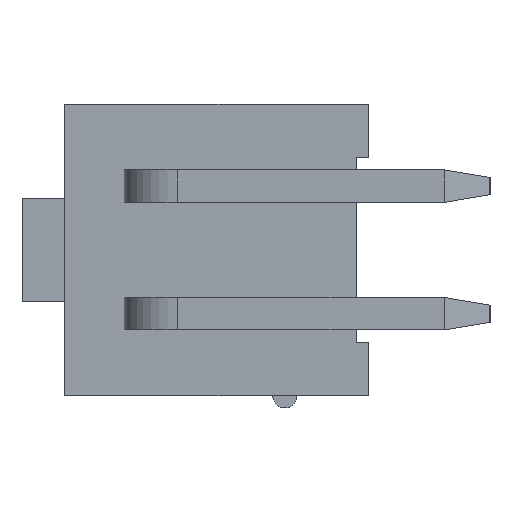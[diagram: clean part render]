
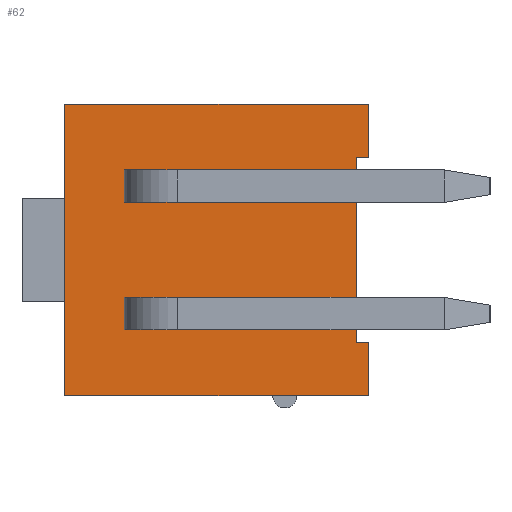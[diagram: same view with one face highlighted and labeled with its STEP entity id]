
A CAD part, left-side view. The second image highlights one B-rep face of the part: STEP entity #62.
In plain terms, the highlighted planar face has unit normal (-1, 0, 0).
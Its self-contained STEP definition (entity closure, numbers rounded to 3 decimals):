
#62=ADVANCED_FACE('',(#198,#199,#200,#201,#202),#203,.F.);
#198=FACE_OUTER_BOUND('',#470,.T.);
#199=FACE_BOUND('',#471,.T.);
#200=FACE_BOUND('',#472,.T.);
#201=FACE_BOUND('',#473,.T.);
#202=FACE_BOUND('',#474,.T.);
#203=PLANE('',#475);
#470=EDGE_LOOP('',(#747,#748,#749,#750,#751,#752,#753,#754));
#471=EDGE_LOOP('',(#755,#756,#757,#758));
#472=EDGE_LOOP('',(#759,#760,#761,#762));
#473=EDGE_LOOP('',(#763,#764,#765,#766));
#474=EDGE_LOOP('',(#767,#768,#769,#770));
#475=AXIS2_PLACEMENT_3D('',#771,#772,#773);
#747=ORIENTED_EDGE('',*,*,#1734,.F.);
#748=ORIENTED_EDGE('',*,*,#1735,.F.);
#749=ORIENTED_EDGE('',*,*,#1736,.F.);
#750=ORIENTED_EDGE('',*,*,#1737,.F.);
#751=ORIENTED_EDGE('',*,*,#1738,.F.);
#752=ORIENTED_EDGE('',*,*,#1739,.F.);
#753=ORIENTED_EDGE('',*,*,#1740,.F.);
#754=ORIENTED_EDGE('',*,*,#1741,.F.);
#755=ORIENTED_EDGE('',*,*,#1742,.T.);
#756=ORIENTED_EDGE('',*,*,#1743,.F.);
#757=ORIENTED_EDGE('',*,*,#1744,.F.);
#758=ORIENTED_EDGE('',*,*,#1745,.T.);
#759=ORIENTED_EDGE('',*,*,#1746,.T.);
#760=ORIENTED_EDGE('',*,*,#1747,.F.);
#761=ORIENTED_EDGE('',*,*,#1748,.F.);
#762=ORIENTED_EDGE('',*,*,#1749,.T.);
#763=ORIENTED_EDGE('',*,*,#1750,.T.);
#764=ORIENTED_EDGE('',*,*,#1751,.F.);
#765=ORIENTED_EDGE('',*,*,#1752,.F.);
#766=ORIENTED_EDGE('',*,*,#1753,.T.);
#767=ORIENTED_EDGE('',*,*,#1754,.T.);
#768=ORIENTED_EDGE('',*,*,#1755,.F.);
#769=ORIENTED_EDGE('',*,*,#1756,.F.);
#770=ORIENTED_EDGE('',*,*,#1757,.T.);
#771=CARTESIAN_POINT('',(-6.4,0.0,0.0));
#772=DIRECTION('',(1.0,0.0,0.0));
#773=DIRECTION('',(0.0,1.0,0.0));
#1734=EDGE_CURVE('',#2064,#2065,#2066,.T.);
#1735=EDGE_CURVE('',#2067,#2064,#2068,.T.);
#1736=EDGE_CURVE('',#2069,#2067,#2070,.T.);
#1737=EDGE_CURVE('',#2071,#2069,#2072,.T.);
#1738=EDGE_CURVE('',#2073,#2071,#2074,.T.);
#1739=EDGE_CURVE('',#2075,#2073,#2076,.T.);
#1740=EDGE_CURVE('',#2077,#2075,#2078,.T.);
#1741=EDGE_CURVE('',#2065,#2077,#2079,.T.);
#1742=EDGE_CURVE('',#2080,#2081,#2082,.T.);
#1743=EDGE_CURVE('',#2083,#2081,#2084,.T.);
#1744=EDGE_CURVE('',#2085,#2083,#2086,.T.);
#1745=EDGE_CURVE('',#2085,#2080,#2087,.T.);
#1746=EDGE_CURVE('',#2088,#2089,#2090,.T.);
#1747=EDGE_CURVE('',#2091,#2089,#2092,.T.);
#1748=EDGE_CURVE('',#2093,#2091,#2094,.T.);
#1749=EDGE_CURVE('',#2093,#2088,#2095,.T.);
#1750=EDGE_CURVE('',#2096,#2097,#2098,.T.);
#1751=EDGE_CURVE('',#2099,#2097,#2100,.T.);
#1752=EDGE_CURVE('',#2101,#2099,#2102,.T.);
#1753=EDGE_CURVE('',#2101,#2096,#2103,.T.);
#1754=EDGE_CURVE('',#2104,#2105,#2106,.T.);
#1755=EDGE_CURVE('',#2107,#2105,#2108,.T.);
#1756=EDGE_CURVE('',#2109,#2107,#2110,.T.);
#1757=EDGE_CURVE('',#2109,#2104,#2111,.T.);
#2064=VERTEX_POINT('',#2558);
#2065=VERTEX_POINT('',#2559);
#2066=LINE('',#2560,#2561);
#2067=VERTEX_POINT('',#2562);
#2068=LINE('',#2563,#2564);
#2069=VERTEX_POINT('',#2565);
#2070=LINE('',#2566,#2567);
#2071=VERTEX_POINT('',#2568);
#2072=LINE('',#2569,#2570);
#2073=VERTEX_POINT('',#2571);
#2074=LINE('',#2572,#2573);
#2075=VERTEX_POINT('',#2574);
#2076=LINE('',#2575,#2576);
#2077=VERTEX_POINT('',#2577);
#2078=LINE('',#2578,#2579);
#2079=LINE('',#2580,#2581);
#2080=VERTEX_POINT('',#2582);
#2081=VERTEX_POINT('',#2583);
#2082=LINE('',#2584,#2585);
#2083=VERTEX_POINT('',#2586);
#2084=LINE('',#2587,#2588);
#2085=VERTEX_POINT('',#2589);
#2086=LINE('',#2590,#2591);
#2087=LINE('',#2592,#2593);
#2088=VERTEX_POINT('',#2594);
#2089=VERTEX_POINT('',#2595);
#2090=LINE('',#2596,#2597);
#2091=VERTEX_POINT('',#2598);
#2092=LINE('',#2599,#2600);
#2093=VERTEX_POINT('',#2601);
#2094=LINE('',#2602,#2603);
#2095=LINE('',#2604,#2605);
#2096=VERTEX_POINT('',#2606);
#2097=VERTEX_POINT('',#2607);
#2098=LINE('',#2608,#2609);
#2099=VERTEX_POINT('',#2610);
#2100=LINE('',#2611,#2612);
#2101=VERTEX_POINT('',#2613);
#2102=LINE('',#2614,#2615);
#2103=LINE('',#2616,#2617);
#2104=VERTEX_POINT('',#2618);
#2105=VERTEX_POINT('',#2619);
#2106=LINE('',#2620,#2621);
#2107=VERTEX_POINT('',#2622);
#2108=LINE('',#2623,#2624);
#2109=VERTEX_POINT('',#2625);
#2110=LINE('',#2626,#2627);
#2111=LINE('',#2628,#2629);
#2558=CARTESIAN_POINT('',(-6.4,5.0,-4.8));
#2559=CARTESIAN_POINT('',(-6.4,5.0,4.8));
#2560=CARTESIAN_POINT('',(-6.4,5.0,-4.8));
#2561=VECTOR('',#3330,9.6);
#2562=CARTESIAN_POINT('',(-6.4,-5.0,-4.8));
#2563=CARTESIAN_POINT('',(-6.4,-5.0,-4.8));
#2564=VECTOR('',#3331,10.0);
#2565=CARTESIAN_POINT('',(-6.4,-5.0,-3.05));
#2566=CARTESIAN_POINT('',(-6.4,-5.0,-3.05));
#2567=VECTOR('',#3332,1.75);
#2568=CARTESIAN_POINT('',(-6.4,-4.6,-3.05));
#2569=CARTESIAN_POINT('',(-6.4,-4.6,-3.05));
#2570=VECTOR('',#3333,0.4);
#2571=CARTESIAN_POINT('',(-6.4,-4.6,3.05));
#2572=CARTESIAN_POINT('',(-6.4,-4.6,3.05));
#2573=VECTOR('',#3334,6.1);
#2574=CARTESIAN_POINT('',(-6.4,-5.0,3.05));
#2575=CARTESIAN_POINT('',(-6.4,-5.0,3.05));
#2576=VECTOR('',#3335,0.4);
#2577=CARTESIAN_POINT('',(-6.4,-5.0,4.8));
#2578=CARTESIAN_POINT('',(-6.4,-5.0,4.8));
#2579=VECTOR('',#3336,1.75);
#2580=CARTESIAN_POINT('',(-6.4,5.0,4.8));
#2581=VECTOR('',#3337,10.0);
#2582=CARTESIAN_POINT('',(-6.4,-1.169,-2.635));
#2583=CARTESIAN_POINT('',(-6.4,-1.169,-1.565));
#2584=CARTESIAN_POINT('',(-6.4,-1.169,-2.635));
#2585=VECTOR('',#3338,1.07);
#2586=CARTESIAN_POINT('',(-6.4,-2.245,-1.565));
#2587=CARTESIAN_POINT('',(-6.4,-2.245,-1.565));
#2588=VECTOR('',#3339,1.076);
#2589=CARTESIAN_POINT('',(-6.4,-2.245,-2.635));
#2590=CARTESIAN_POINT('',(-6.4,-2.245,-2.635));
#2591=VECTOR('',#3340,1.07);
#2592=CARTESIAN_POINT('',(-6.4,-2.245,-2.635));
#2593=VECTOR('',#3341,1.076);
#2594=CARTESIAN_POINT('',(-6.4,3.035,-2.635));
#2595=CARTESIAN_POINT('',(-6.4,3.035,-1.565));
#2596=CARTESIAN_POINT('',(-6.4,3.035,-2.635));
#2597=VECTOR('',#3342,1.07);
#2598=CARTESIAN_POINT('',(-6.4,1.965,-1.565));
#2599=CARTESIAN_POINT('',(-6.4,1.965,-1.565));
#2600=VECTOR('',#3343,1.07);
#2601=CARTESIAN_POINT('',(-6.4,1.965,-2.635));
#2602=CARTESIAN_POINT('',(-6.4,1.965,-2.635));
#2603=VECTOR('',#3344,1.07);
#2604=CARTESIAN_POINT('',(-6.4,1.965,-2.635));
#2605=VECTOR('',#3345,1.07);
#2606=CARTESIAN_POINT('',(-6.4,-1.169,1.565));
#2607=CARTESIAN_POINT('',(-6.4,-1.169,2.635));
#2608=CARTESIAN_POINT('',(-6.4,-1.169,1.565));
#2609=VECTOR('',#3346,1.07);
#2610=CARTESIAN_POINT('',(-6.4,-2.245,2.635));
#2611=CARTESIAN_POINT('',(-6.4,-2.245,2.635));
#2612=VECTOR('',#3347,1.076);
#2613=CARTESIAN_POINT('',(-6.4,-2.245,1.565));
#2614=CARTESIAN_POINT('',(-6.4,-2.245,1.565));
#2615=VECTOR('',#3348,1.07);
#2616=CARTESIAN_POINT('',(-6.4,-2.245,1.565));
#2617=VECTOR('',#3349,1.076);
#2618=CARTESIAN_POINT('',(-6.4,3.035,1.565));
#2619=CARTESIAN_POINT('',(-6.4,3.035,2.635));
#2620=CARTESIAN_POINT('',(-6.4,3.035,1.565));
#2621=VECTOR('',#3350,1.07);
#2622=CARTESIAN_POINT('',(-6.4,1.965,2.635));
#2623=CARTESIAN_POINT('',(-6.4,1.965,2.635));
#2624=VECTOR('',#3351,1.07);
#2625=CARTESIAN_POINT('',(-6.4,1.965,1.565));
#2626=CARTESIAN_POINT('',(-6.4,1.965,1.565));
#2627=VECTOR('',#3352,1.07);
#2628=CARTESIAN_POINT('',(-6.4,1.965,1.565));
#2629=VECTOR('',#3353,1.07);
#3330=DIRECTION('',(0.0,0.0,1.0));
#3331=DIRECTION('',(0.0,1.0,0.0));
#3332=DIRECTION('',(0.0,0.0,-1.0));
#3333=DIRECTION('',(0.0,-1.0,0.0));
#3334=DIRECTION('',(0.0,0.0,-1.0));
#3335=DIRECTION('',(0.0,1.0,0.0));
#3336=DIRECTION('',(0.0,0.0,-1.0));
#3337=DIRECTION('',(0.0,-1.0,0.0));
#3338=DIRECTION('',(0.0,0.0,1.0));
#3339=DIRECTION('',(0.0,1.0,0.0));
#3340=DIRECTION('',(0.0,0.0,1.0));
#3341=DIRECTION('',(0.0,1.0,0.0));
#3342=DIRECTION('',(0.0,0.0,1.0));
#3343=DIRECTION('',(0.0,1.0,0.0));
#3344=DIRECTION('',(0.0,0.0,1.0));
#3345=DIRECTION('',(0.0,1.0,0.0));
#3346=DIRECTION('',(0.0,0.0,1.0));
#3347=DIRECTION('',(0.0,1.0,0.0));
#3348=DIRECTION('',(0.0,0.0,1.0));
#3349=DIRECTION('',(0.0,1.0,0.0));
#3350=DIRECTION('',(0.0,0.0,1.0));
#3351=DIRECTION('',(0.0,1.0,0.0));
#3352=DIRECTION('',(0.0,0.0,1.0));
#3353=DIRECTION('',(0.0,1.0,0.0));
